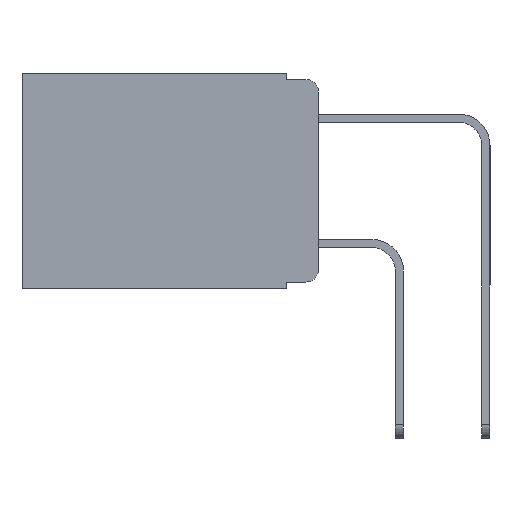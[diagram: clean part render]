
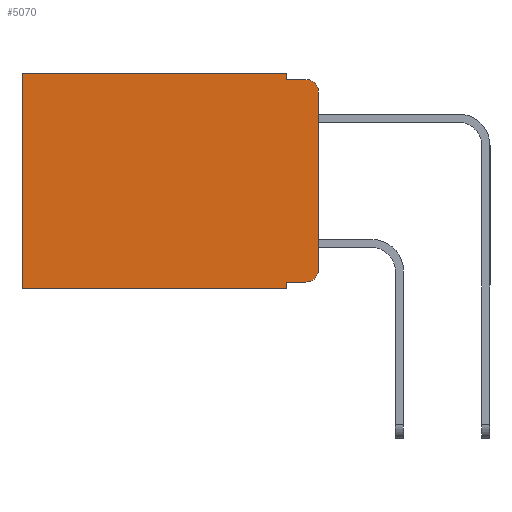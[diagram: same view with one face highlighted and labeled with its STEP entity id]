
A CAD part, left-side view. The second image highlights one B-rep face of the part: STEP entity #5070.
In plain terms, the highlighted planar face has unit normal (-1, 0, 0).
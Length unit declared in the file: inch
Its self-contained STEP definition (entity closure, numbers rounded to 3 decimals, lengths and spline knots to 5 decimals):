
#205 = LINE ( 'NONE', #2573, #2083 ) ;
#296 = ORIENTED_EDGE ( 'NONE', *, *, #4500, .T. ) ;
#799 = EDGE_CURVE ( 'NONE', #3151, #15677, #11455, .T. ) ;
#967 = VECTOR ( 'NONE', #8025, 39.37008 ) ;
#1076 = AXIS2_PLACEMENT_3D ( 'NONE', #1092, #7494, #4405 ) ;
#1092 = CARTESIAN_POINT ( 'NONE',  ( 0.298, 0., 0. ) ) ;
#1299 = VERTEX_POINT ( 'NONE', #12996 ) ;
#1366 = CARTESIAN_POINT ( 'NONE',  ( 0.298, 0.051, 0. ) ) ;
#1572 = EDGE_LOOP ( 'NONE', ( #15147, #12555, #7895, #3579, #16457, #12751, #7693, #6849, #9539, #296 ) ) ;
#2083 = VECTOR ( 'NONE', #14560, 39.37008 ) ;
#2100 = EDGE_CURVE ( 'NONE', #1299, #5435, #14370, .T. ) ;
#2116 = FACE_OUTER_BOUND ( 'NONE', #1572, .T. ) ;
#2567 = CIRCLE ( 'NONE', #13491, 0.02 ) ;
#2573 = CARTESIAN_POINT ( 'NONE',  ( 0.298, 0.473, 0. ) ) ;
#2634 = DIRECTION ( 'NONE',  ( 0., 0., -1. ) ) ;
#2706 = CARTESIAN_POINT ( 'NONE',  ( 0.298, 0.02, -0.03 ) ) ;
#2838 = DIRECTION ( 'NONE',  ( 0., 0., -1. ) ) ;
#3003 = PLANE ( 'NONE',  #1076 ) ;
#3151 = VERTEX_POINT ( 'NONE', #11308 ) ;
#3269 = VECTOR ( 'NONE', #8638, 39.37008 ) ;
#3347 = CARTESIAN_POINT ( 'NONE',  ( 0.298, 0., 0. ) ) ;
#3555 = LINE ( 'NONE', #8746, #9311 ) ;
#3579 = ORIENTED_EDGE ( 'NONE', *, *, #4299, .F. ) ;
#3657 = EDGE_CURVE ( 'NONE', #3151, #8078, #2567, .T. ) ;
#4092 = CARTESIAN_POINT ( 'NONE',  ( 0.298, 0., -0.313 ) ) ;
#4144 = DIRECTION ( 'NONE',  ( 0., 0., -1. ) ) ;
#4299 = EDGE_CURVE ( 'NONE', #7030, #10721, #15100, .T. ) ;
#4405 = DIRECTION ( 'NONE',  ( 0., 0., -1. ) ) ;
#4500 = EDGE_CURVE ( 'NONE', #11740, #15677, #15299, .T. ) ;
#4534 = CARTESIAN_POINT ( 'NONE',  ( 0.298, 0.051, 0. ) ) ;
#4536 = CARTESIAN_POINT ( 'NONE',  ( 0.298, 0.02, -0.333 ) ) ;
#4681 = CARTESIAN_POINT ( 'NONE',  ( 0.298, 0.051, -0.01 ) ) ;
#4784 = CARTESIAN_POINT ( 'NONE',  ( 0.298, 0.02, -0.313 ) ) ;
#4791 = VECTOR ( 'NONE', #4144, 39.37008 ) ;
#4852 = EDGE_CURVE ( 'NONE', #10721, #8078, #3555, .T. ) ;
#4961 = DIRECTION ( 'NONE',  ( -1., 0., 0. ) ) ;
#5070 = ADVANCED_FACE ( 'NONE', ( #2116 ), #3003, .F. ) ;
#5204 = VERTEX_POINT ( 'NONE', #11135 ) ;
#5435 = VERTEX_POINT ( 'NONE', #8336 ) ;
#5832 = EDGE_CURVE ( 'NONE', #5204, #5435, #205, .T. ) ;
#6246 = VECTOR ( 'NONE', #10002, 39.37008 ) ;
#6651 = DIRECTION ( 'NONE',  ( 0., 0., -1. ) ) ;
#6743 = LINE ( 'NONE', #3347, #3269 ) ;
#6771 = DIRECTION ( 'NONE',  ( 0., -1., 0. ) ) ;
#6849 = ORIENTED_EDGE ( 'NONE', *, *, #16260, .F. ) ;
#6869 = VECTOR ( 'NONE', #2634, 39.37008 ) ;
#7030 = VERTEX_POINT ( 'NONE', #4534 ) ;
#7119 = VECTOR ( 'NONE', #11213, 39.37008 ) ;
#7399 = CARTESIAN_POINT ( 'NONE',  ( 0.298, 0., 0. ) ) ;
#7494 = DIRECTION ( 'NONE',  ( 1., 0., 0. ) ) ;
#7693 = ORIENTED_EDGE ( 'NONE', *, *, #2100, .F. ) ;
#7895 = ORIENTED_EDGE ( 'NONE', *, *, #4852, .F. ) ;
#8025 = DIRECTION ( 'NONE',  ( 0., 0., -1. ) ) ;
#8078 = VERTEX_POINT ( 'NONE', #12025 ) ;
#8232 = CARTESIAN_POINT ( 'NONE',  ( 0.298, 0., -0.343 ) ) ;
#8336 = CARTESIAN_POINT ( 'NONE',  ( 0.298, 0.473, -0.343 ) ) ;
#8638 = DIRECTION ( 'NONE',  ( 0., 1., 0. ) ) ;
#8746 = CARTESIAN_POINT ( 'NONE',  ( 0.298, 0.051, -0.01 ) ) ;
#9311 = VECTOR ( 'NONE', #6771, 39.37008 ) ;
#9539 = ORIENTED_EDGE ( 'NONE', *, *, #16566, .T. ) ;
#9620 = CARTESIAN_POINT ( 'NONE',  ( 0.298, 0.051, -0.333 ) ) ;
#9775 = LINE ( 'NONE', #16268, #6246 ) ;
#10002 = DIRECTION ( 'NONE',  ( 0., -1., 0. ) ) ;
#10721 = VERTEX_POINT ( 'NONE', #4681 ) ;
#11135 = CARTESIAN_POINT ( 'NONE',  ( 0.298, 0.473, 0. ) ) ;
#11213 = DIRECTION ( 'NONE',  ( 0., 1., 0. ) ) ;
#11308 = CARTESIAN_POINT ( 'NONE',  ( 0.298, 0., -0.03 ) ) ;
#11379 = CARTESIAN_POINT ( 'NONE',  ( 0.298, 0.051, 0. ) ) ;
#11455 = LINE ( 'NONE', #7399, #967 ) ;
#11740 = VERTEX_POINT ( 'NONE', #4536 ) ;
#12025 = CARTESIAN_POINT ( 'NONE',  ( 0.298, 0.02, -0.01 ) ) ;
#12555 = ORIENTED_EDGE ( 'NONE', *, *, #3657, .T. ) ;
#12751 = ORIENTED_EDGE ( 'NONE', *, *, #5832, .T. ) ;
#12889 = AXIS2_PLACEMENT_3D ( 'NONE', #4784, #4961, #6651 ) ;
#12996 = CARTESIAN_POINT ( 'NONE',  ( 0.298, 0.051, -0.343 ) ) ;
#13040 = EDGE_CURVE ( 'NONE', #7030, #5204, #6743, .T. ) ;
#13491 = AXIS2_PLACEMENT_3D ( 'NONE', #2706, #13551, #2838 ) ;
#13551 = DIRECTION ( 'NONE',  ( -1., 0., 0. ) ) ;
#14120 = LINE ( 'NONE', #1366, #6869 ) ;
#14370 = LINE ( 'NONE', #8232, #7119 ) ;
#14560 = DIRECTION ( 'NONE',  ( 0., 0., -1. ) ) ;
#15100 = LINE ( 'NONE', #11379, #4791 ) ;
#15147 = ORIENTED_EDGE ( 'NONE', *, *, #799, .F. ) ;
#15299 = CIRCLE ( 'NONE', #12889, 0.02 ) ;
#15677 = VERTEX_POINT ( 'NONE', #4092 ) ;
#15804 = VERTEX_POINT ( 'NONE', #9620 ) ;
#16260 = EDGE_CURVE ( 'NONE', #15804, #1299, #14120, .T. ) ;
#16268 = CARTESIAN_POINT ( 'NONE',  ( 0.298, 0.051, -0.333 ) ) ;
#16457 = ORIENTED_EDGE ( 'NONE', *, *, #13040, .T. ) ;
#16566 = EDGE_CURVE ( 'NONE', #15804, #11740, #9775, .T. ) ;
